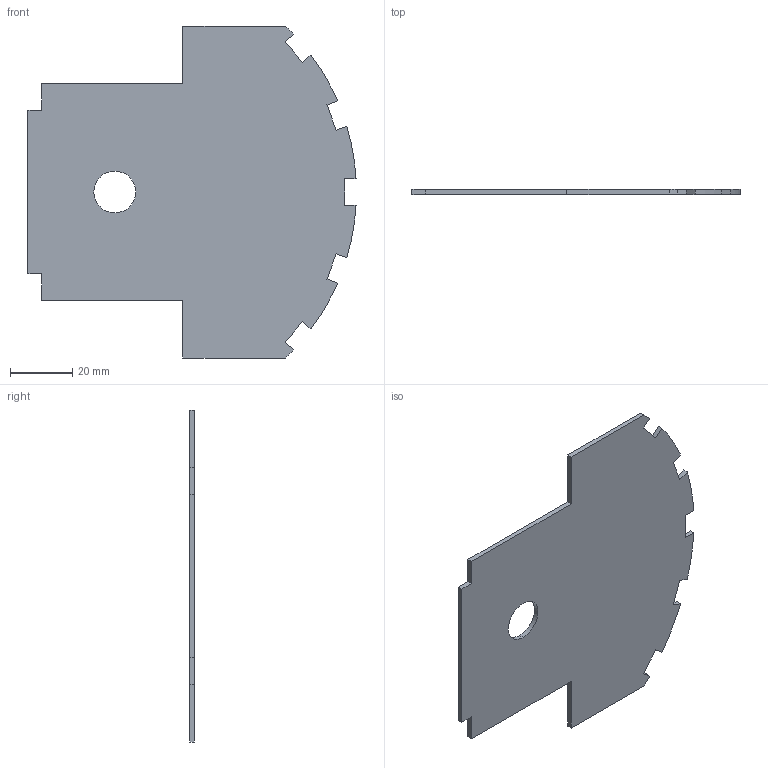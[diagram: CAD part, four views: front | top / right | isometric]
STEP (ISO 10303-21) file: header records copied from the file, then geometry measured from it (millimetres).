
FILE_DESCRIPTION((''),'2;1');
FILE_NAME('PCB','2011-01-05T',('Michael'),('EPFL'),'PRO/ENGINEER BY PARAMETRIC TECHNOLOGY CORPORATION, 2008490','PRO/ENGINEER BY PARAMETRIC TECHNOLOGY CORPORATION, 2008490','');
FILE_SCHEMA(('AUTOMOTIVE_DESIGN_CC06 { 1 0 10303 214 -2 1 8 1 }'));
Length unit declared in the file: millimetre
Products named in the file (1): PCB
Bounding box: 105.75 x 1.6 x 107 mm (x, y, z)
Volume: 13346.3 mm3; surface area: 17437.2 mm2
Topology: 1 solids, 1 shells, 36 faces, 102 edges, 68 vertices
Faces by surface type: plane 28, cylinder 8
Entity records: 1497 total; most frequent: CARTESIAN_POINT 207, ORIENTED_EDGE 204, DIRECTION 192, PRESENTATION_STYLE_ASSIGNMENT 103, STYLED_ITEM 103, CURVE_STYLE 102, EDGE_CURVE 102, VECTOR 86
